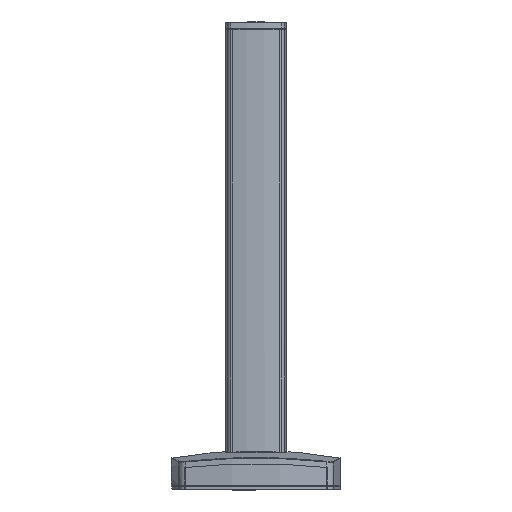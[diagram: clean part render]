
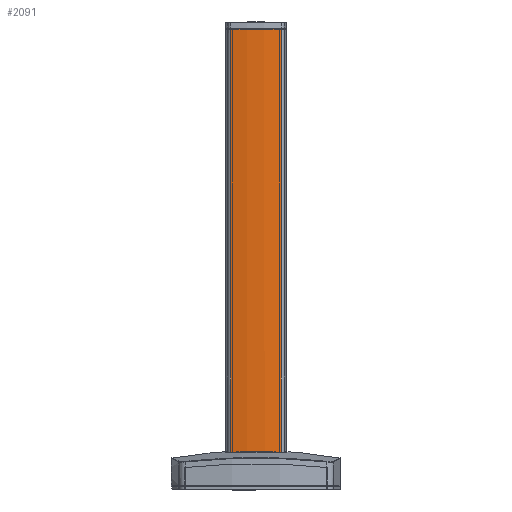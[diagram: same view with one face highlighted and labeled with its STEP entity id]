
A CAD part, top view. The second image highlights one B-rep face of the part: STEP entity #2091.
In plain terms, the highlighted cylindrical face has radius 40 mm (diameter 80 mm), a partial arc.
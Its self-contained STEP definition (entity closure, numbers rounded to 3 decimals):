
#80=CYLINDRICAL_SURFACE('',#2425,40.);
#191=LINE('',#7723,#264);
#192=LINE('',#7727,#265);
#264=VECTOR('',#3018,1000.);
#265=VECTOR('',#3023,1000.);
#316=B_SPLINE_CURVE_WITH_KNOTS('',3,(#7485,#7486,#7487,#7488,#7489),
 .UNSPECIFIED.,.F.,.F.,(4,1,4),(0.,0.644,1.503),
 .UNSPECIFIED.);
#479=FACE_OUTER_BOUND('',#623,.T.);
#623=EDGE_LOOP('',(#1824,#1825,#1826,#1827));
#802=CIRCLE('',#2426,40.);
#967=VERTEX_POINT('',#7436);
#971=VERTEX_POINT('',#7477);
#985=VERTEX_POINT('',#7722);
#986=VERTEX_POINT('',#7726);
#1250=EDGE_CURVE('',#967,#971,#316,.T.);
#1271=EDGE_CURVE('',#985,#971,#191,.T.);
#1273=EDGE_CURVE('',#967,#986,#192,.T.);
#1274=EDGE_CURVE('',#985,#986,#802,.T.);
#1824=ORIENTED_EDGE('',*,*,#1250,.F.);
#1825=ORIENTED_EDGE('',*,*,#1273,.T.);
#1826=ORIENTED_EDGE('',*,*,#1274,.F.);
#1827=ORIENTED_EDGE('',*,*,#1271,.T.);
#2091=ADVANCED_FACE('',(#479),#80,.T.);
#2425=AXIS2_PLACEMENT_3D('',#7725,#3021,#3022);
#2426=AXIS2_PLACEMENT_3D('',#7728,#3024,#3025);
#3018=DIRECTION('',(0.,-1.,0.));
#3021=DIRECTION('center_axis',(0.,1.,0.));
#3022=DIRECTION('ref_axis',(-1.,0.,0.));
#3023=DIRECTION('',(0.,1.,0.));
#3024=DIRECTION('center_axis',(0.,1.,0.));
#3025=DIRECTION('ref_axis',(0.,0.,
1.));
#7436=CARTESIAN_POINT('',(-5.469,-122.285,620.932));
#7477=CARTESIAN_POINT('',(-20.462,-122.285,620.932));
#7485=CARTESIAN_POINT('Ctrl Pts',(-5.469,-122.285,620.932));
#7486=CARTESIAN_POINT('Ctrl Pts',(-7.585,-122.202,621.335));
#7487=CARTESIAN_POINT('Ctrl Pts',(-12.6,-122.09,621.878));
#7488=CARTESIAN_POINT('Ctrl Pts',(-17.642,-122.174,621.47));
#7489=CARTESIAN_POINT('Ctrl Pts',(-20.462,-122.285,620.932));
#7722=CARTESIAN_POINT('',(-20.462,2.322,620.932));
#7723=CARTESIAN_POINT('',(-20.462,-122.028,620.932));
#7725=CARTESIAN_POINT('Origin',(-12.966,-122.028,581.64));
#7726=CARTESIAN_POINT('',(-5.469,2.322,620.932));
#7727=CARTESIAN_POINT('',(-5.469,-122.028,620.932));
#7728=CARTESIAN_POINT('Origin',(-12.966,2.322,581.64));
